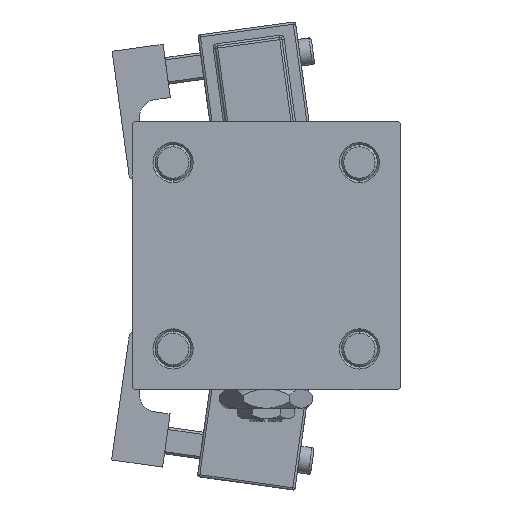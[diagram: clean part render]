
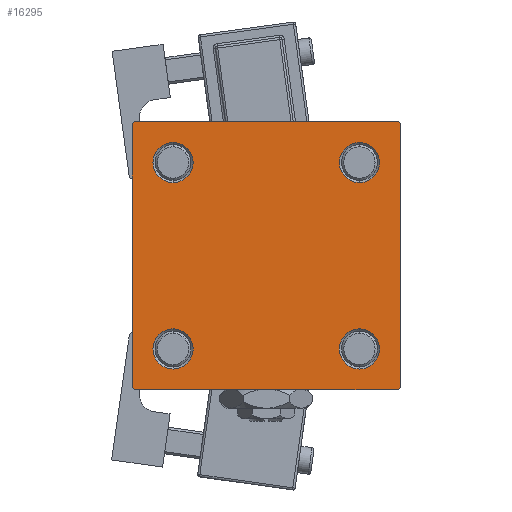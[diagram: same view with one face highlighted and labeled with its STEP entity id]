
A CAD part, left-side view. The second image highlights one B-rep face of the part: STEP entity #16295.
In plain terms, the highlighted planar face has unit normal (-1, 0, 0).
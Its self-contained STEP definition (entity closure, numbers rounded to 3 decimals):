
#956 = AXIS2_PLACEMENT_3D ( 'NONE', #11395, #2392, #27536 ) ;
#957 = EDGE_CURVE ( 'NONE', #37797, #37184, #45195, .T. ) ;
#1218 = LINE ( 'NONE', #5325, #43688 ) ;
#2392 = DIRECTION ( 'NONE',  ( -1., 0., 0. ) ) ;
#2623 = CARTESIAN_POINT ( 'NONE',  ( 0., -20.85, -25.35 ) ) ;
#2862 = ORIENTED_EDGE ( 'NONE', *, *, #36711, .T. ) ;
#3073 = CARTESIAN_POINT ( 'NONE',  ( 0., 29.75, 29.75 ) ) ;
#3340 = VECTOR ( 'NONE', #40991, 1000. ) ;
#3467 = ORIENTED_EDGE ( 'NONE', *, *, #49625, .T. ) ;
#3568 = CIRCLE ( 'NONE', #19279, 4.5 ) ;
#4302 = DIRECTION ( 'NONE',  ( 0., -0.707, -0.707 ) ) ;
#5325 = CARTESIAN_POINT ( 'NONE',  ( 0., 30., 30. ) ) ;
#5376 = EDGE_LOOP ( 'NONE', ( #40077, #48691 ) ) ;
#5464 = EDGE_CURVE ( 'NONE', #7538, #24253, #53318, .T. ) ;
#5837 = ORIENTED_EDGE ( 'NONE', *, *, #41808, .T. ) ;
#6032 = CIRCLE ( 'NONE', #36607, 4.5 ) ;
#6067 = AXIS2_PLACEMENT_3D ( 'NONE', #49910, #12391, #29082 ) ;
#6343 = CARTESIAN_POINT ( 'NONE',  ( 0., 20.85, 16.35 ) ) ;
#6885 = EDGE_CURVE ( 'NONE', #45441, #40226, #20446, .T. ) ;
#7024 = PLANE ( 'NONE',  #956 ) ;
#7164 = EDGE_LOOP ( 'NONE', ( #53230, #2862 ) ) ;
#7517 = EDGE_LOOP ( 'NONE', ( #16180, #3467 ) ) ;
#7538 = VERTEX_POINT ( 'NONE', #49301 ) ;
#7704 = CIRCLE ( 'NONE', #18153, 4.5 ) ;
#9237 = EDGE_CURVE ( 'NONE', #36010, #13225, #6032, .T. ) ;
#10010 = DIRECTION ( 'NONE',  ( 1., 0., 0. ) ) ;
#11395 = CARTESIAN_POINT ( 'NONE',  ( 0., 0., 0. ) ) ;
#11414 = LINE ( 'NONE', #23978, #42577 ) ;
#11700 = DIRECTION ( 'NONE',  ( 0., 0., 1. ) ) ;
#12391 = DIRECTION ( 'NONE',  ( 1., 0., 0. ) ) ;
#12493 = CARTESIAN_POINT ( 'NONE',  ( 0., 29.5, -30. ) ) ;
#13058 = CARTESIAN_POINT ( 'NONE',  ( 0., 30., 29.5 ) ) ;
#13225 = VERTEX_POINT ( 'NONE', #43608 ) ;
#13415 = ORIENTED_EDGE ( 'NONE', *, *, #6885, .T. ) ;
#13805 = CARTESIAN_POINT ( 'NONE',  ( 0., -20.85, -20.85 ) ) ;
#14148 = EDGE_CURVE ( 'NONE', #46880, #7538, #1218, .T. ) ;
#14947 = EDGE_CURVE ( 'NONE', #28309, #43100, #34072, .T. ) ;
#15002 = CARTESIAN_POINT ( 'NONE',  ( 0., -29.5, 30. ) ) ;
#15022 = DIRECTION ( 'NONE',  ( 1., 0., 0. ) ) ;
#15544 = CARTESIAN_POINT ( 'NONE',  ( 0., 20.85, -20.85 ) ) ;
#16180 = ORIENTED_EDGE ( 'NONE', *, *, #14947, .T. ) ;
#16295 = ADVANCED_FACE ( 'NONE', ( #44237, #32184, #48365, #48896, #35495 ), #7024, .T. ) ;
#17135 = LINE ( 'NONE', #33857, #29327 ) ;
#17211 = ORIENTED_EDGE ( 'NONE', *, *, #957, .T. ) ;
#17930 = EDGE_LOOP ( 'NONE', ( #23219, #44076 ) ) ;
#18153 = AXIS2_PLACEMENT_3D ( 'NONE', #53380, #36668, #24063 ) ;
#18349 = VERTEX_POINT ( 'NONE', #36695 ) ;
#19279 = AXIS2_PLACEMENT_3D ( 'NONE', #53832, #40971, #11700 ) ;
#20316 = ORIENTED_EDGE ( 'NONE', *, *, #34862, .F. ) ;
#20430 = CARTESIAN_POINT ( 'NONE',  ( 0., 29.75, -29.75 ) ) ;
#20446 = LINE ( 'NONE', #49480, #3340 ) ;
#22611 = AXIS2_PLACEMENT_3D ( 'NONE', #15544, #32257, #41002 ) ;
#23219 = ORIENTED_EDGE ( 'NONE', *, *, #50549, .T. ) ;
#23318 = CARTESIAN_POINT ( 'NONE',  ( 0., 20.85, 25.35 ) ) ;
#23469 = CARTESIAN_POINT ( 'NONE',  ( 0., 29.5, 30. ) ) ;
#23584 = ORIENTED_EDGE ( 'NONE', *, *, #44117, .F. ) ;
#23978 = CARTESIAN_POINT ( 'NONE',  ( 0., -30., 30. ) ) ;
#24063 = DIRECTION ( 'NONE',  ( 0., 0., 1. ) ) ;
#24253 = VERTEX_POINT ( 'NONE', #12493 ) ;
#24314 = AXIS2_PLACEMENT_3D ( 'NONE', #52547, #15022, #51461 ) ;
#25819 = DIRECTION ( 'NONE',  ( 0., 0., -1. ) ) ;
#26116 = CIRCLE ( 'NONE', #38356, 4.5 ) ;
#27536 = DIRECTION ( 'NONE',  ( 0., 0., 1. ) ) ;
#27843 = CIRCLE ( 'NONE', #22611, 4.5 ) ;
#28309 = VERTEX_POINT ( 'NONE', #29656 ) ;
#28635 = DIRECTION ( 'NONE',  ( 0., 0., -1. ) ) ;
#29082 = DIRECTION ( 'NONE',  ( 0., 0., 1. ) ) ;
#29308 = DIRECTION ( 'NONE',  ( 0., -1., 0. ) ) ;
#29327 = VECTOR ( 'NONE', #46729, 1000. ) ;
#29579 = LINE ( 'NONE', #32883, #48113 ) ;
#29656 = CARTESIAN_POINT ( 'NONE',  ( 0., 20.85, -16.35 ) ) ;
#29678 = DIRECTION ( 'NONE',  ( 0., 0., 1. ) ) ;
#30692 = EDGE_CURVE ( 'NONE', #24253, #37797, #17135, .T. ) ;
#31053 = DIRECTION ( 'NONE',  ( 0., 0., 1. ) ) ;
#31376 = CIRCLE ( 'NONE', #6067, 4.5 ) ;
#31806 = ORIENTED_EDGE ( 'NONE', *, *, #30692, .T. ) ;
#32184 = FACE_BOUND ( 'NONE', #17930, .T. ) ;
#32257 = DIRECTION ( 'NONE',  ( 1., 0., 0. ) ) ;
#32331 = DIRECTION ( 'NONE',  ( 0., -0.707, 0.707 ) ) ;
#32568 = CARTESIAN_POINT ( 'NONE',  ( 0., -30., 29.5 ) ) ;
#32883 = CARTESIAN_POINT ( 'NONE',  ( 0., 30., 30. ) ) ;
#32913 = VERTEX_POINT ( 'NONE', #6343 ) ;
#33135 = CARTESIAN_POINT ( 'NONE',  ( 0., -29.75, -29.75 ) ) ;
#33857 = CARTESIAN_POINT ( 'NONE',  ( 0., 30., -30. ) ) ;
#34072 = CIRCLE ( 'NONE', #41063, 4.5 ) ;
#34631 = VECTOR ( 'NONE', #32331, 1000. ) ;
#34862 = EDGE_CURVE ( 'NONE', #45441, #37184, #11414, .T. ) ;
#35495 = FACE_OUTER_BOUND ( 'NONE', #50567, .T. ) ;
#36010 = VERTEX_POINT ( 'NONE', #2623 ) ;
#36601 = CIRCLE ( 'NONE', #24314, 4.5 ) ;
#36607 = AXIS2_PLACEMENT_3D ( 'NONE', #13805, #10010, #31053 ) ;
#36668 = DIRECTION ( 'NONE',  ( 1., 0., 0. ) ) ;
#36695 = CARTESIAN_POINT ( 'NONE',  ( 0., -20.85, 25.35 ) ) ;
#36711 = EDGE_CURVE ( 'NONE', #32913, #43923, #7704, .T. ) ;
#37184 = VERTEX_POINT ( 'NONE', #39906 ) ;
#37797 = VERTEX_POINT ( 'NONE', #50392 ) ;
#38356 = AXIS2_PLACEMENT_3D ( 'NONE', #41861, #46801, #41593 ) ;
#39221 = VERTEX_POINT ( 'NONE', #23469 ) ;
#39906 = CARTESIAN_POINT ( 'NONE',  ( 0., -30., -29.5 ) ) ;
#40076 = CARTESIAN_POINT ( 'NONE',  ( 0., -20.85, 16.35 ) ) ;
#40077 = ORIENTED_EDGE ( 'NONE', *, *, #49496, .T. ) ;
#40226 = VERTEX_POINT ( 'NONE', #15002 ) ;
#40971 = DIRECTION ( 'NONE',  ( 1., 0., 0. ) ) ;
#40991 = DIRECTION ( 'NONE',  ( 0., 0.707, 0.707 ) ) ;
#41002 = DIRECTION ( 'NONE',  ( 0., 0., 1. ) ) ;
#41063 = AXIS2_PLACEMENT_3D ( 'NONE', #41991, #46392, #29678 ) ;
#41410 = VERTEX_POINT ( 'NONE', #40076 ) ;
#41593 = DIRECTION ( 'NONE',  ( 0., 0., 1. ) ) ;
#41808 = EDGE_CURVE ( 'NONE', #39221, #46880, #44673, .T. ) ;
#41861 = CARTESIAN_POINT ( 'NONE',  ( 0., -20.85, 20.85 ) ) ;
#41991 = CARTESIAN_POINT ( 'NONE',  ( 0., 20.85, -20.85 ) ) ;
#42577 = VECTOR ( 'NONE', #28635, 1000. ) ;
#43100 = VERTEX_POINT ( 'NONE', #51704 ) ;
#43608 = CARTESIAN_POINT ( 'NONE',  ( 0., -20.85, -16.35 ) ) ;
#43688 = VECTOR ( 'NONE', #25819, 1000. ) ;
#43923 = VERTEX_POINT ( 'NONE', #23318 ) ;
#44076 = ORIENTED_EDGE ( 'NONE', *, *, #9237, .T. ) ;
#44117 = EDGE_CURVE ( 'NONE', #39221, #40226, #29579, .T. ) ;
#44237 = FACE_BOUND ( 'NONE', #5376, .T. ) ;
#44313 = VECTOR ( 'NONE', #4302, 1000. ) ;
#44673 = LINE ( 'NONE', #3073, #48117 ) ;
#45195 = LINE ( 'NONE', #33135, #34631 ) ;
#45441 = VERTEX_POINT ( 'NONE', #32568 ) ;
#45851 = EDGE_CURVE ( 'NONE', #43923, #32913, #3568, .T. ) ;
#46392 = DIRECTION ( 'NONE',  ( 1., 0., 0. ) ) ;
#46729 = DIRECTION ( 'NONE',  ( 0., -1., 0. ) ) ;
#46801 = DIRECTION ( 'NONE',  ( 1., 0., 0. ) ) ;
#46880 = VERTEX_POINT ( 'NONE', #13058 ) ;
#47459 = ORIENTED_EDGE ( 'NONE', *, *, #5464, .T. ) ;
#48113 = VECTOR ( 'NONE', #29308, 1000. ) ;
#48117 = VECTOR ( 'NONE', #49055, 1000. ) ;
#48365 = FACE_BOUND ( 'NONE', #7517, .T. ) ;
#48691 = ORIENTED_EDGE ( 'NONE', *, *, #53885, .T. ) ;
#48896 = FACE_BOUND ( 'NONE', #7164, .T. ) ;
#49055 = DIRECTION ( 'NONE',  ( 0., 0.707, -0.707 ) ) ;
#49301 = CARTESIAN_POINT ( 'NONE',  ( 0., 30., -29.5 ) ) ;
#49480 = CARTESIAN_POINT ( 'NONE',  ( 0., -29.75, 29.75 ) ) ;
#49496 = EDGE_CURVE ( 'NONE', #18349, #41410, #36601, .T. ) ;
#49625 = EDGE_CURVE ( 'NONE', #43100, #28309, #27843, .T. ) ;
#49910 = CARTESIAN_POINT ( 'NONE',  ( 0., -20.85, -20.85 ) ) ;
#49953 = ORIENTED_EDGE ( 'NONE', *, *, #14148, .T. ) ;
#50392 = CARTESIAN_POINT ( 'NONE',  ( 0., -29.5, -30. ) ) ;
#50549 = EDGE_CURVE ( 'NONE', #13225, #36010, #31376, .T. ) ;
#50567 = EDGE_LOOP ( 'NONE', ( #49953, #47459, #31806, #17211, #20316, #13415, #23584, #5837 ) ) ;
#51461 = DIRECTION ( 'NONE',  ( 0., 0., 1. ) ) ;
#51704 = CARTESIAN_POINT ( 'NONE',  ( 0., 20.85, -25.35 ) ) ;
#52547 = CARTESIAN_POINT ( 'NONE',  ( 0., -20.85, 20.85 ) ) ;
#53230 = ORIENTED_EDGE ( 'NONE', *, *, #45851, .T. ) ;
#53318 = LINE ( 'NONE', #20430, #44313 ) ;
#53380 = CARTESIAN_POINT ( 'NONE',  ( 0., 20.85, 20.85 ) ) ;
#53832 = CARTESIAN_POINT ( 'NONE',  ( 0., 20.85, 20.85 ) ) ;
#53885 = EDGE_CURVE ( 'NONE', #41410, #18349, #26116, .T. ) ;
